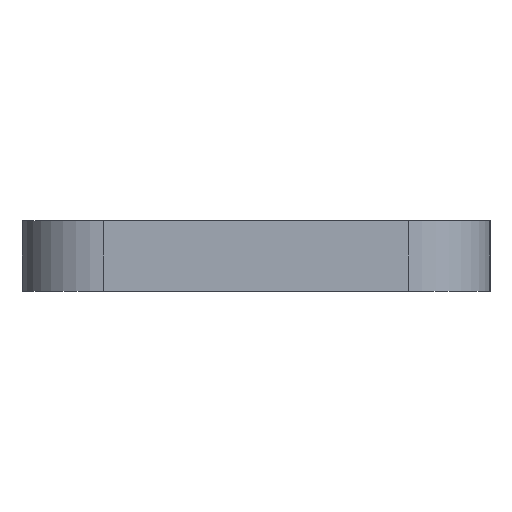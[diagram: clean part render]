
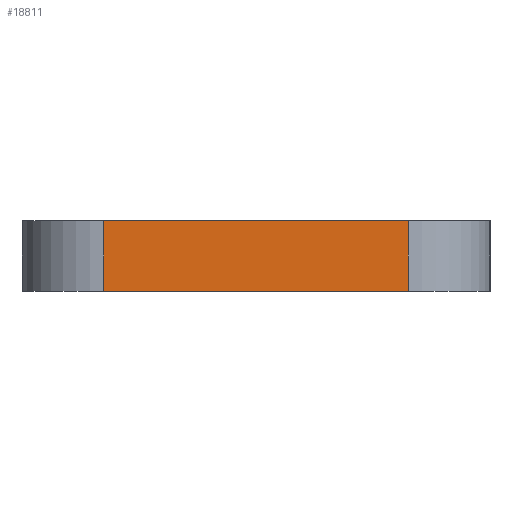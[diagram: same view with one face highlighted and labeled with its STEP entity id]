
A CAD part, left-side view. The second image highlights one B-rep face of the part: STEP entity #18811.
In plain terms, the highlighted planar face has unit normal (-1, 0, 0).
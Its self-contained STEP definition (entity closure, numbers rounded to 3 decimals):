
#246=PLANE('',#19609);
#906=FACE_OUTER_BOUND('',#2010,.T.);
#2010=EDGE_LOOP('',(#14717,#14718,#14719,#14720));
#3030=LINE('',#25717,#4637);
#3453=LINE('',#31251,#5060);
#3455=LINE('',#31257,#5062);
#3456=LINE('',#31258,#5063);
#4637=VECTOR('',#20397,10.);
#5060=VECTOR('',#20968,10.);
#5062=VECTOR('',#20974,10.);
#5063=VECTOR('',#20975,10.);
#7515=VERTEX_POINT('',#25551);
#7597=VERTEX_POINT('',#25715);
#8404=VERTEX_POINT('',#31250);
#8406=VERTEX_POINT('',#31256);
#9710=EDGE_CURVE('',#7597,#7515,#3030,.T.);
#10707=EDGE_CURVE('',#7515,#8404,#3453,.T.);
#10710=EDGE_CURVE('',#8406,#7597,#3455,.T.);
#10711=EDGE_CURVE('',#8404,#8406,#3456,.T.);
#14717=ORIENTED_EDGE('',*,*,#10707,.F.);
#14718=ORIENTED_EDGE('',*,*,#9710,.F.);
#14719=ORIENTED_EDGE('',*,*,#10710,.F.);
#14720=ORIENTED_EDGE('',*,*,#10711,.F.);
#18811=ADVANCED_FACE('',(#906),#246,.T.);
#19609=AXIS2_PLACEMENT_3D('',#31255,#20972,#20973);
#20397=DIRECTION('',(0.,-1.,0.));
#20968=DIRECTION('',(0.,0.,-1.));
#20972=DIRECTION('center_axis',(-1.,0.,0.));
#20973=DIRECTION('ref_axis',(0.,-1.,0.));
#20974=DIRECTION('',(0.,0.,1.));
#20975=DIRECTION('',(0.,1.,0.));
#25551=CARTESIAN_POINT('',(-25.,33.5,3.));
#25715=CARTESIAN_POINT('',(-25.,46.5,3.));
#25717=CARTESIAN_POINT('',(-25.,30.,3.));
#31250=CARTESIAN_POINT('',(-25.,33.5,0.));
#31251=CARTESIAN_POINT('',(-25.,33.5,0.));
#31255=CARTESIAN_POINT('Origin',(-25.,50.,0.));
#31256=CARTESIAN_POINT('',(-25.,46.5,0.));
#31257=CARTESIAN_POINT('',(-25.,46.5,0.));
#31258=CARTESIAN_POINT('',(-25.,30.,0.));
